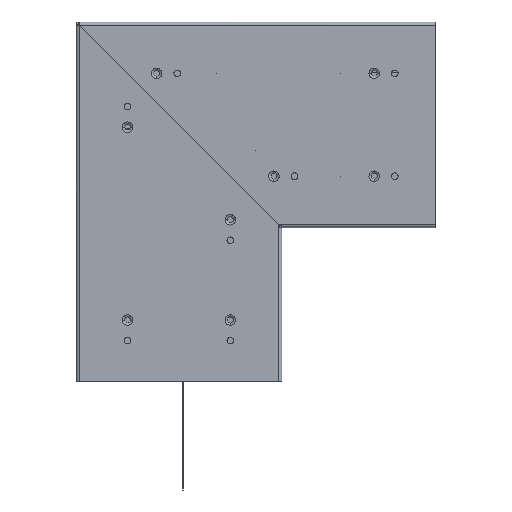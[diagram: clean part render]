
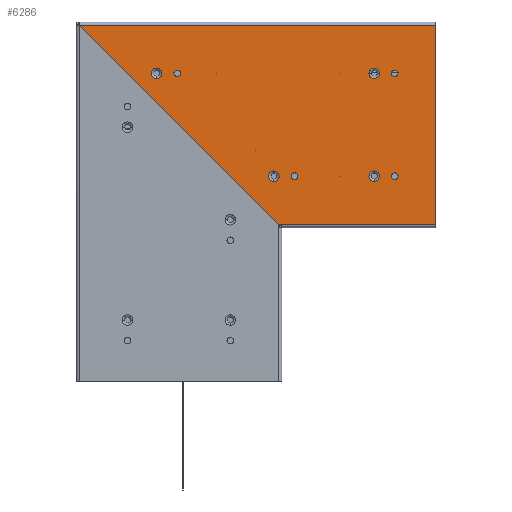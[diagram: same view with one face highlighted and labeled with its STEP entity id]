
A CAD part, front view. The second image highlights one B-rep face of the part: STEP entity #6286.
In plain terms, the highlighted planar face has unit normal (0, -1, 0).
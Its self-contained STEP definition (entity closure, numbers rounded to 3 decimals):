
#4236=DIRECTION('',(0.,0.,1.));
#4237=VECTOR('',#4236,347.);
#4238=CARTESIAN_POINT('',(97.,0.,0.));
#4239=LINE('',#4238,#4237);
#4423=DIRECTION('',(0.707,0.,0.707));
#4424=VECTOR('',#4423,274.357);
#4425=CARTESIAN_POINT('',(-97.,0.,153.));
#4426=LINE('',#4425,#4424);
#4430=DIRECTION('',(0.,0.,1.));
#4431=VECTOR('',#4430,3.);
#4432=CARTESIAN_POINT('',(-97.,0.,150.));
#4433=LINE('',#4432,#4431);
#4437=CARTESIAN_POINT('',(50.,0.,60.));
#4438=DIRECTION('',(0.,-1.,0.));
#4439=DIRECTION('',(0.,0.,-1.));
#4440=AXIS2_PLACEMENT_3D('',#4437,#4438,#4439);
#4445=CARTESIAN_POINT('',(50.,0.,60.));
#4446=DIRECTION('',(0.,-1.,0.));
#4447=DIRECTION('',(0.,0.,1.));
#4448=AXIS2_PLACEMENT_3D('',#4445,#4446,#4447);
#4453=CARTESIAN_POINT('',(-50.,0.,60.));
#4454=DIRECTION('',(0.,-1.,0.));
#4455=DIRECTION('',(1.,0.,0.));
#4456=AXIS2_PLACEMENT_3D('',#4453,#4454,#4455);
#4461=CARTESIAN_POINT('',(-50.,0.,60.));
#4462=DIRECTION('',(0.,-1.,0.));
#4463=DIRECTION('',(-1.,0.,0.));
#4464=AXIS2_PLACEMENT_3D('',#4461,#4462,#4463);
#4469=CARTESIAN_POINT('',(-50.,0.,157.574));
#4470=DIRECTION('',(0.,-1.,0.));
#4471=DIRECTION('',(1.,0.,0.));
#4472=AXIS2_PLACEMENT_3D('',#4469,#4470,#4471);
#4477=CARTESIAN_POINT('',(-50.,0.,157.574));
#4478=DIRECTION('',(0.,-1.,0.));
#4479=DIRECTION('',(-1.,0.,0.));
#4480=AXIS2_PLACEMENT_3D('',#4477,#4478,#4479);
#4485=CARTESIAN_POINT('',(50.,0.,271.716));
#4486=DIRECTION('',(0.,-1.,0.));
#4487=DIRECTION('',(1.,0.,0.));
#4488=AXIS2_PLACEMENT_3D('',#4485,#4486,#4487);
#4493=CARTESIAN_POINT('',(50.,0.,271.716));
#4494=DIRECTION('',(0.,-1.,0.));
#4495=DIRECTION('',(-1.,0.,0.));
#4496=AXIS2_PLACEMENT_3D('',#4493,#4494,#4495);
#4501=CARTESIAN_POINT('',(50.,0.,251.716));
#4502=DIRECTION('',(0.,1.,0.));
#4503=DIRECTION('',(0.,0.,1.));
#4504=AXIS2_PLACEMENT_3D('',#4501,#4502,#4503);
#4509=CARTESIAN_POINT('',(50.,0.,251.716));
#4510=DIRECTION('',(0.,1.,0.));
#4511=DIRECTION('',(0.,0.,-1.));
#4512=AXIS2_PLACEMENT_3D('',#4509,#4510,#4511);
#4517=CARTESIAN_POINT('',(50.,0.,40.));
#4518=DIRECTION('',(0.,1.,0.));
#4519=DIRECTION('',(0.,0.,1.));
#4520=AXIS2_PLACEMENT_3D('',#4517,#4518,#4519);
#4525=CARTESIAN_POINT('',(50.,0.,40.));
#4526=DIRECTION('',(0.,1.,0.));
#4527=DIRECTION('',(0.,0.,-1.));
#4528=AXIS2_PLACEMENT_3D('',#4525,#4526,#4527);
#4533=CARTESIAN_POINT('',(-50.,0.,40.));
#4534=DIRECTION('',(0.,1.,0.));
#4535=DIRECTION('',(0.,0.,1.));
#4536=AXIS2_PLACEMENT_3D('',#4533,#4534,#4535);
#4541=CARTESIAN_POINT('',(-50.,0.,40.));
#4542=DIRECTION('',(0.,1.,0.));
#4543=DIRECTION('',(0.,0.,-1.));
#4544=AXIS2_PLACEMENT_3D('',#4541,#4542,#4543);
#4549=CARTESIAN_POINT('',(-50.,0.,137.574));
#4550=DIRECTION('',(0.,1.,0.));
#4551=DIRECTION('',(0.,0.,1.));
#4552=AXIS2_PLACEMENT_3D('',#4549,#4550,#4551);
#4557=CARTESIAN_POINT('',(-50.,0.,137.574));
#4558=DIRECTION('',(0.,1.,0.));
#4559=DIRECTION('',(0.,0.,-1.));
#4560=AXIS2_PLACEMENT_3D('',#4557,#4558,#4559);
#4565=CARTESIAN_POINT('',(50.,0.,93.));
#4566=DIRECTION('',(0.,1.,0.));
#4567=DIRECTION('',(0.,0.,-1.));
#4568=AXIS2_PLACEMENT_3D('',#4565,#4566,#4567);
#4573=CARTESIAN_POINT('',(50.,0.,93.));
#4574=DIRECTION('',(0.,1.,0.));
#4575=DIRECTION('',(0.,0.,1.));
#4576=AXIS2_PLACEMENT_3D('',#4573,#4574,#4575);
#4581=CARTESIAN_POINT('',(50.,0.,213.));
#4582=DIRECTION('',(0.,1.,0.));
#4583=DIRECTION('',(0.,0.,-1.));
#4584=AXIS2_PLACEMENT_3D('',#4581,#4582,#4583);
#4589=CARTESIAN_POINT('',(50.,0.,213.));
#4590=DIRECTION('',(0.,1.,0.));
#4591=DIRECTION('',(0.,0.,1.));
#4592=AXIS2_PLACEMENT_3D('',#4589,#4590,#4591);
#4597=CARTESIAN_POINT('',(-25.,0.,175.503));
#4598=DIRECTION('',(0.,1.,0.));
#4599=DIRECTION('',(0.,0.,-1.));
#4600=AXIS2_PLACEMENT_3D('',#4597,#4598,#4599);
#4605=CARTESIAN_POINT('',(-25.,0.,175.503));
#4606=DIRECTION('',(0.,1.,0.));
#4607=DIRECTION('',(0.,0.,1.));
#4608=AXIS2_PLACEMENT_3D('',#4605,#4606,#4607);
#4613=CARTESIAN_POINT('',(-50.,0.,93.));
#4614=DIRECTION('',(0.,1.,0.));
#4615=DIRECTION('',(0.,0.,-1.));
#4616=AXIS2_PLACEMENT_3D('',#4613,#4614,#4615);
#4621=CARTESIAN_POINT('',(-50.,0.,93.));
#4622=DIRECTION('',(0.,1.,0.));
#4623=DIRECTION('',(0.,0.,1.));
#4624=AXIS2_PLACEMENT_3D('',#4621,#4622,#4623);
#4643=DIRECTION('',(1.,0.,0.));
#4644=VECTOR('',#4643,194.);
#4645=CARTESIAN_POINT('',(-97.,0.,0.));
#4646=LINE('',#4645,#4644);
#4885=DIRECTION('',(0.,0.,1.));
#4886=VECTOR('',#4885,150.);
#4887=CARTESIAN_POINT('',(-97.,0.,0.));
#4888=LINE('',#4887,#4886);
#5755=CARTESIAN_POINT('',(-97.,0.,0.));
#5756=CARTESIAN_POINT('',(97.,0.,0.));
#5757=VERTEX_POINT('',#5755);
#5758=VERTEX_POINT('',#5756);
#5767=CARTESIAN_POINT('',(50.,0.,54.9));
#5768=CARTESIAN_POINT('',(50.,0.,65.1));
#5769=VERTEX_POINT('',#5767);
#5770=VERTEX_POINT('',#5768);
#5783=CARTESIAN_POINT('',(-97.,0.,153.));
#5784=CARTESIAN_POINT('',(97.,0.,347.));
#5785=VERTEX_POINT('',#5783);
#5786=VERTEX_POINT('',#5784);
#5799=CARTESIAN_POINT('',(-44.9,0.,60.));
#5800=CARTESIAN_POINT('',(-55.1,0.,60.));
#5801=VERTEX_POINT('',#5799);
#5802=VERTEX_POINT('',#5800);
#5823=CARTESIAN_POINT('',(-44.9,0.,157.574));
#5824=CARTESIAN_POINT('',(-55.1,0.,157.574));
#5825=VERTEX_POINT('',#5823);
#5826=VERTEX_POINT('',#5824);
#5847=CARTESIAN_POINT('',(55.1,0.,271.716));
#5848=CARTESIAN_POINT('',(44.9,0.,271.716));
#5849=VERTEX_POINT('',#5847);
#5850=VERTEX_POINT('',#5848);
#5863=CARTESIAN_POINT('',(-97.,0.,150.));
#5864=VERTEX_POINT('',#5863);
#5883=CARTESIAN_POINT('',(50.,0.,254.966));
#5884=CARTESIAN_POINT('',(50.,0.,248.466));
#5885=VERTEX_POINT('',#5883);
#5886=VERTEX_POINT('',#5884);
#5887=CARTESIAN_POINT('',(50.,0.,43.25));
#5888=CARTESIAN_POINT('',(50.,0.,36.75));
#5889=VERTEX_POINT('',#5887);
#5890=VERTEX_POINT('',#5888);
#5891=CARTESIAN_POINT('',(-50.,0.,43.25));
#5892=CARTESIAN_POINT('',(-50.,0.,36.75));
#5893=VERTEX_POINT('',#5891);
#5894=VERTEX_POINT('',#5892);
#5895=CARTESIAN_POINT('',(-50.,0.,140.824));
#5896=CARTESIAN_POINT('',(-50.,0.,134.324));
#5897=VERTEX_POINT('',#5895);
#5898=VERTEX_POINT('',#5896);
#5939=CARTESIAN_POINT('',(50.,0.,92.95));
#5940=CARTESIAN_POINT('',(50.,0.,93.05));
#5941=VERTEX_POINT('',#5939);
#5942=VERTEX_POINT('',#5940);
#5943=CARTESIAN_POINT('',(50.,0.,212.95));
#5944=CARTESIAN_POINT('',(50.,0.,213.05));
#5945=VERTEX_POINT('',#5943);
#5946=VERTEX_POINT('',#5944);
#5947=CARTESIAN_POINT('',(-25.,0.,175.453));
#5948=CARTESIAN_POINT('',(-25.,0.,175.553));
#5949=VERTEX_POINT('',#5947);
#5950=VERTEX_POINT('',#5948);
#5951=CARTESIAN_POINT('',(-50.,0.,92.95));
#5952=CARTESIAN_POINT('',(-50.,0.,93.05));
#5953=VERTEX_POINT('',#5951);
#5954=VERTEX_POINT('',#5952);
#6199=CARTESIAN_POINT('',(0.,0.,0.));
#6200=DIRECTION('',(0.,-1.,0.));
#6201=DIRECTION('',(1.,0.,0.));
#6202=AXIS2_PLACEMENT_3D('',#6199,#6200,#6201);
#6203=PLANE('',#6202);
#6204=ORIENTED_EDGE('',*,*,#6189,.T.);
#6205=ORIENTED_EDGE('',*,*,#6034,.F.);
#6207=ORIENTED_EDGE('',*,*,#6206,.F.);
#6209=ORIENTED_EDGE('',*,*,#6208,.T.);
#6211=ORIENTED_EDGE('',*,*,#6210,.T.);
#6212=EDGE_LOOP('',(#6204,#6205,#6207,#6209,#6211));
#6213=FACE_OUTER_BOUND('',#6212,.F.);
#6215=ORIENTED_EDGE('',*,*,#6214,.T.);
#6217=ORIENTED_EDGE('',*,*,#6216,.T.);
#6218=EDGE_LOOP('',(#6215,#6217));
#6219=FACE_BOUND('',#6218,.F.);
#6221=ORIENTED_EDGE('',*,*,#6220,.T.);
#6223=ORIENTED_EDGE('',*,*,#6222,.T.);
#6224=EDGE_LOOP('',(#6221,#6223));
#6225=FACE_BOUND('',#6224,.F.);
#6227=ORIENTED_EDGE('',*,*,#6226,.T.);
#6229=ORIENTED_EDGE('',*,*,#6228,.T.);
#6230=EDGE_LOOP('',(#6227,#6229));
#6231=FACE_BOUND('',#6230,.F.);
#6233=ORIENTED_EDGE('',*,*,#6232,.T.);
#6235=ORIENTED_EDGE('',*,*,#6234,.T.);
#6236=EDGE_LOOP('',(#6233,#6235));
#6237=FACE_BOUND('',#6236,.F.);
#6239=ORIENTED_EDGE('',*,*,#6238,.F.);
#6241=ORIENTED_EDGE('',*,*,#6240,.F.);
#6242=EDGE_LOOP('',(#6239,#6241));
#6243=FACE_BOUND('',#6242,.F.);
#6245=ORIENTED_EDGE('',*,*,#6244,.F.);
#6247=ORIENTED_EDGE('',*,*,#6246,.F.);
#6248=EDGE_LOOP('',(#6245,#6247));
#6249=FACE_BOUND('',#6248,.F.);
#6251=ORIENTED_EDGE('',*,*,#6250,.F.);
#6253=ORIENTED_EDGE('',*,*,#6252,.F.);
#6254=EDGE_LOOP('',(#6251,#6253));
#6255=FACE_BOUND('',#6254,.F.);
#6257=ORIENTED_EDGE('',*,*,#6256,.F.);
#6259=ORIENTED_EDGE('',*,*,#6258,.F.);
#6260=EDGE_LOOP('',(#6257,#6259));
#6261=FACE_BOUND('',#6260,.F.);
#6263=ORIENTED_EDGE('',*,*,#6262,.F.);
#6265=ORIENTED_EDGE('',*,*,#6264,.F.);
#6266=EDGE_LOOP('',(#6263,#6265));
#6267=FACE_BOUND('',#6266,.F.);
#6269=ORIENTED_EDGE('',*,*,#6268,.F.);
#6271=ORIENTED_EDGE('',*,*,#6270,.F.);
#6272=EDGE_LOOP('',(#6269,#6271));
#6273=FACE_BOUND('',#6272,.F.);
#6275=ORIENTED_EDGE('',*,*,#6274,.F.);
#6277=ORIENTED_EDGE('',*,*,#6276,.F.);
#6278=EDGE_LOOP('',(#6275,#6277));
#6279=FACE_BOUND('',#6278,.F.);
#6281=ORIENTED_EDGE('',*,*,#6280,.F.);
#6283=ORIENTED_EDGE('',*,*,#6282,.F.);
#6284=EDGE_LOOP('',(#6281,#6283));
#6285=FACE_BOUND('',#6284,.F.);
#4441=CIRCLE('',#4440,5.1);
#4449=CIRCLE('',#4448,5.1);
#4457=CIRCLE('',#4456,5.1);
#4465=CIRCLE('',#4464,5.1);
#4473=CIRCLE('',#4472,5.1);
#4481=CIRCLE('',#4480,5.1);
#4489=CIRCLE('',#4488,5.1);
#4497=CIRCLE('',#4496,5.1);
#4505=CIRCLE('',#4504,3.25);
#4513=CIRCLE('',#4512,3.25);
#4521=CIRCLE('',#4520,3.25);
#4529=CIRCLE('',#4528,3.25);
#4537=CIRCLE('',#4536,3.25);
#4545=CIRCLE('',#4544,3.25);
#4553=CIRCLE('',#4552,3.25);
#4561=CIRCLE('',#4560,3.25);
#4569=CIRCLE('',#4568,0.05);
#4577=CIRCLE('',#4576,0.05);
#4585=CIRCLE('',#4584,0.05);
#4593=CIRCLE('',#4592,0.05);
#4601=CIRCLE('',#4600,0.05);
#4609=CIRCLE('',#4608,0.05);
#4617=CIRCLE('',#4616,0.05);
#4625=CIRCLE('',#4624,0.05);
#6034=EDGE_CURVE('',#5758,#5786,#4239,.T.);
#6189=EDGE_CURVE('',#5785,#5786,#4426,.T.);
#6206=EDGE_CURVE('',#5757,#5758,#4646,.T.);
#6208=EDGE_CURVE('',#5757,#5864,#4888,.T.);
#6210=EDGE_CURVE('',#5864,#5785,#4433,.T.);
#6214=EDGE_CURVE('',#5769,#5770,#4441,.T.);
#6216=EDGE_CURVE('',#5770,#5769,#4449,.T.);
#6220=EDGE_CURVE('',#5801,#5802,#4457,.T.);
#6222=EDGE_CURVE('',#5802,#5801,#4465,.T.);
#6226=EDGE_CURVE('',#5825,#5826,#4473,.T.);
#6228=EDGE_CURVE('',#5826,#5825,#4481,.T.);
#6232=EDGE_CURVE('',#5849,#5850,#4489,.T.);
#6234=EDGE_CURVE('',#5850,#5849,#4497,.T.);
#6238=EDGE_CURVE('',#5885,#5886,#4505,.T.);
#6240=EDGE_CURVE('',#5886,#5885,#4513,.T.);
#6244=EDGE_CURVE('',#5889,#5890,#4521,.T.);
#6246=EDGE_CURVE('',#5890,#5889,#4529,.T.);
#6250=EDGE_CURVE('',#5893,#5894,#4537,.T.);
#6252=EDGE_CURVE('',#5894,#5893,#4545,.T.);
#6256=EDGE_CURVE('',#5897,#5898,#4553,.T.);
#6258=EDGE_CURVE('',#5898,#5897,#4561,.T.);
#6262=EDGE_CURVE('',#5941,#5942,#4569,.T.);
#6264=EDGE_CURVE('',#5942,#5941,#4577,.T.);
#6268=EDGE_CURVE('',#5945,#5946,#4585,.T.);
#6270=EDGE_CURVE('',#5946,#5945,#4593,.T.);
#6274=EDGE_CURVE('',#5949,#5950,#4601,.T.);
#6276=EDGE_CURVE('',#5950,#5949,#4609,.T.);
#6280=EDGE_CURVE('',#5953,#5954,#4617,.T.);
#6282=EDGE_CURVE('',#5954,#5953,#4625,.T.);
#6286=ADVANCED_FACE('',(#6213,#6219,#6225,#6231,#6237,#6243,#6249,#6255,#6261,
#6267,#6273,#6279,#6285),#6203,.T.);
